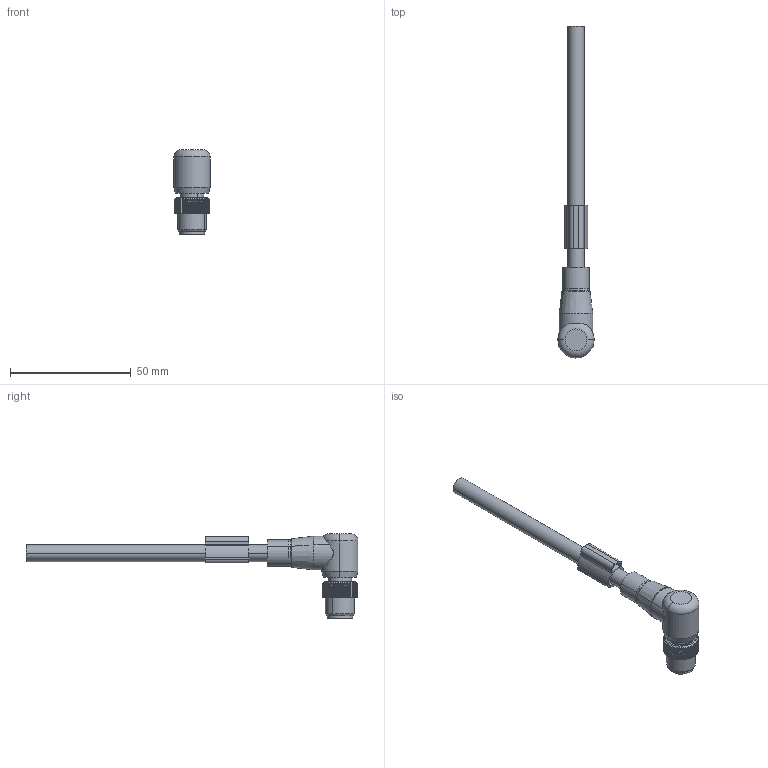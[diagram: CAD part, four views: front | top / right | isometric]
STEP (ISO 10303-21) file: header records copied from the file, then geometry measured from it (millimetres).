
FILE_DESCRIPTION(('CATIA V5 STEP Exchange','CAx-IF Rec.Pracs.--- Model Styling and Organization---1.4--- 2014-01-23'),'2;1');
FILE_NAME ('005187-3_0', '2020-04-14T04:57:16+00:00', ('none'), ('Weidmueller'), 'CATIA Version 5-6 Release 2016 SP3 HF44', 'CATIA V5 STEP AP214', 'none');
FILE_SCHEMA(('AUTOMOTIVE_DESIGN { 1 0 10303 214 1 1 1 1 }'));
Length unit declared in the file: millimetre
Products named in the file (1): 1062220150
Bounding box: 15 x 137.5 x 35 mm (x, y, z)
Volume: 14999.4 mm3; surface area: 11867.3 mm2
Topology: 12 solids, 12 shells, 1011 faces, 2649 edges, 1683 vertices
Faces by surface type: cylinder 375, plane 290, cone 144, torus 126, bspline 52, sphere 12, extrusion 8, revolution 4
Entity records: 31236 total; most frequent: CARTESIAN_POINT 9539, ORIENTED_EDGE 5254, DIRECTION 3074, EDGE_CURVE 2627, VERTEX_POINT 1683, AXIS2_PLACEMENT_3D 1583, EDGE_LOOP 1094, CIRCLE 1015
